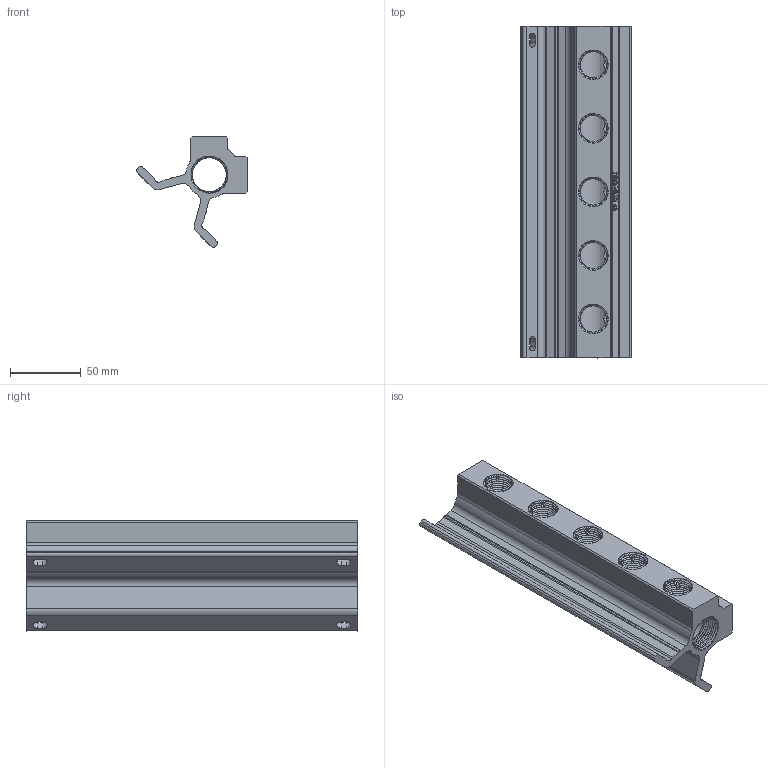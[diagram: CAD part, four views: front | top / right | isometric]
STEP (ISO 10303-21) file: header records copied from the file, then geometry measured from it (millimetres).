
FILE_DESCRIPTION(('STEP AP214'),'1');
FILE_NAME('MF 104S10.stp','2020-07-08T14:29:35',(' '),(' '),'Spatial InterOp 3D',' ',' ');
FILE_SCHEMA(('AUTOMOTIVE_DESIGN { 1 0 10303 214 1 1 1 1 }'));
Length unit declared in the file: metre
Products named in the file (1): 1594218554
Bounding box: 78.49 x 235 x 78.49 mm (x, y, z)
Volume: 298611.5 mm3; surface area: 106471.7 mm2
Topology: 1 solids, 1 shells, 324 faces, 941 edges, 624 vertices
Faces by surface type: plane 124, cylinder 122, bspline 61, cone 12, extrusion 5
Full cylindrical faces by diameter (mm): 18.64 x70, 24 x1
Entity records: 45423 total; most frequent: CARTESIAN_POINT 37450, ORIENTED_EDGE 1350, DIRECTION 973, EDGE_CURVE 675, VERTEX_POINT 454, VECTOR 329, LINE 324, AXIS2_PLACEMENT_3D 322
